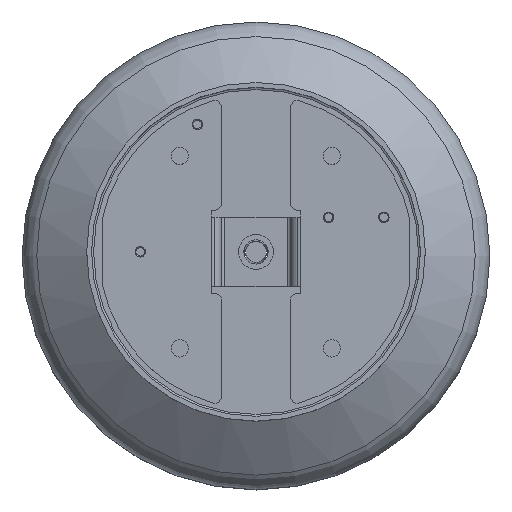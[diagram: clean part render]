
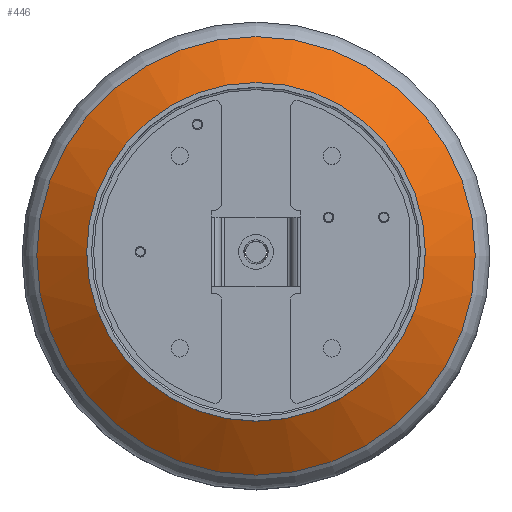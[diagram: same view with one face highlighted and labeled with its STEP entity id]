
A CAD part, top view. The second image highlights one B-rep face of the part: STEP entity #446.
In plain terms, the highlighted conical face has half-angle 54.86 degrees and reference radius 29.245 mm.
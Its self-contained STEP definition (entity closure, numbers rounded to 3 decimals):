
#359=CONICAL_SURFACE('',#2088,29.245,54.86);
#446=ADVANCED_FACE('',(#684,#685),#359,.T.);
#684=FACE_BOUND('',#880,.T.);
#685=FACE_BOUND('',#881,.T.);
#880=EDGE_LOOP('',(#1116));
#881=EDGE_LOOP('',(#1117));
#1116=ORIENTED_EDGE('',*,*,#1674,.F.);
#1117=ORIENTED_EDGE('',*,*,#1673,.T.);
#1498=VERTEX_POINT('',#3035);
#1499=VERTEX_POINT('',#3038);
#1673=EDGE_CURVE('',#1498,#1498,#1892,.T.);
#1674=EDGE_CURVE('',#1499,#1499,#1893,.T.);
#1892=CIRCLE('',#2085,29.245);
#1893=CIRCLE('',#2087,63.451);
#2085=AXIS2_PLACEMENT_3D('',#3034,#2470,#2471);
#2087=AXIS2_PLACEMENT_3D('',#3037,#2474,#2475);
#2088=AXIS2_PLACEMENT_3D('',#3039,#2476,#2477);
#2470=DIRECTION('',(0.,0.,-1.));
#2471=DIRECTION('',(-1.,0.,0.));
#2474=DIRECTION('',(0.,0.,-1.));
#2475=DIRECTION('',(-1.,0.,0.));
#2476=DIRECTION('',(0.,0.,-1.));
#2477=DIRECTION('',(-1.,0.,0.));
#3034=CARTESIAN_POINT('',(0.,0.,58.37));
#3035=CARTESIAN_POINT('',(-29.245,0.,58.37));
#3037=CARTESIAN_POINT('',(0.,0.,34.293));
#3038=CARTESIAN_POINT('',(-63.451,0.,34.293));
#3039=CARTESIAN_POINT('',(0.,0.,58.37));
